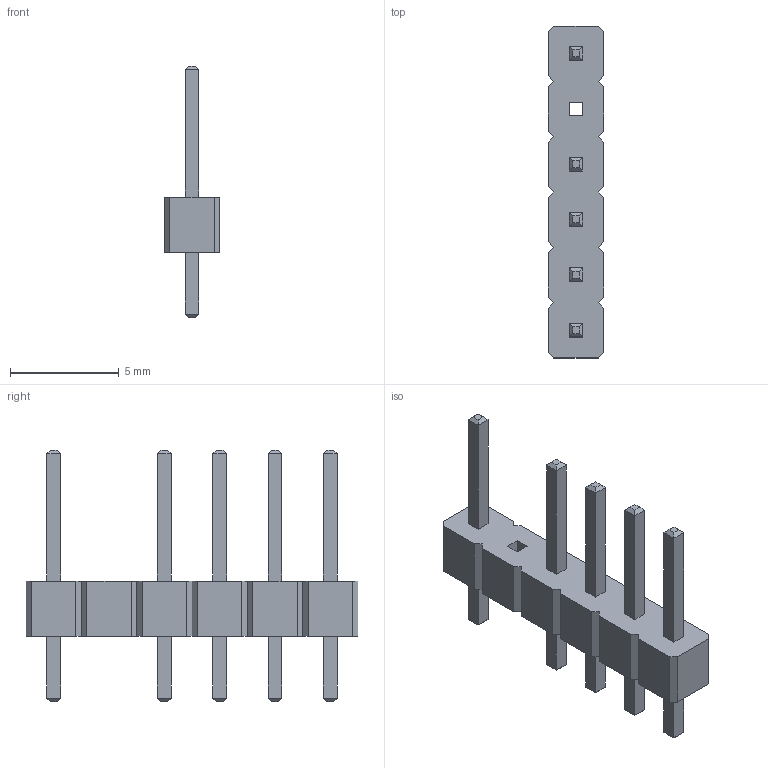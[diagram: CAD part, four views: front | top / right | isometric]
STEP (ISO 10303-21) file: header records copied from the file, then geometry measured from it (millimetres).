
FILE_DESCRIPTION(/* description */ ('STEP AP214'),/* implementation_level */ '2;1');
FILE_NAME(/* name */ '603d64b0ecaad51544dd09b9',/* time_stamp */ '2021-03-01T22:03:29+00:00',/* author */ (''),/* organization */ (''),/* preprocessor_version */ 'ST-DEVELOPER v18.1',/* originating_system */ ' ',/* authorisation */ ' ');
FILE_SCHEMA (('AUTOMOTIVE_DESIGN {1 0 10303 214 3 1 1}'));
Length unit declared in the file: metre
Products named in the file (1): PinHeader_1x06_P254mm_Vertical
Bounding box: 2.54 x 15.24 x 11.54 mm (x, y, z)
Volume: 113.5 mm3; surface area: 288.1 mm2
Topology: 1 solids, 1 shells, 134 faces, 326 edges, 204 vertices
Faces by surface type: plane 134
Entity records: 4133 total; most frequent: CARTESIAN_POINT 665, ORIENTED_EDGE 652, DIRECTION 596, EDGE_CURVE 326, LINE 326, VECTOR 326, VERTEX_POINT 204, EDGE_LOOP 146
